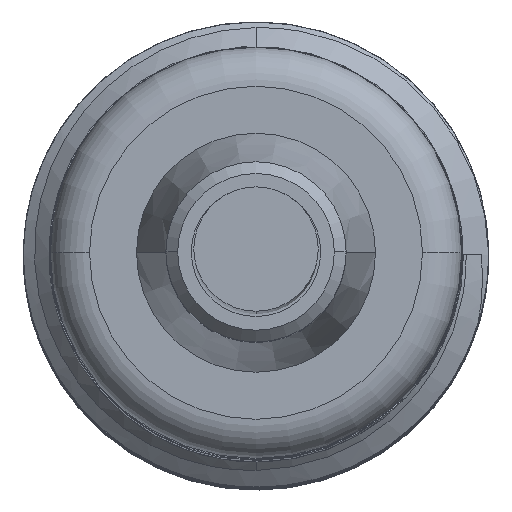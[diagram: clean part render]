
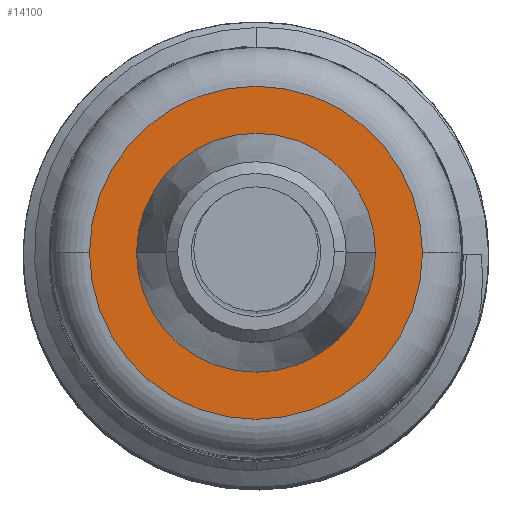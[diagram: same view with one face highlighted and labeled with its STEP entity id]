
A CAD part, top view. The second image highlights one B-rep face of the part: STEP entity #14100.
In plain terms, the highlighted planar face has unit normal (0, 0, 1).
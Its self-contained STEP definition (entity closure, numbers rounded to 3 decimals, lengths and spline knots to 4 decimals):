
#2748=CARTESIAN_POINT('',(0.,0.,67.5));
#2749=DIRECTION('',(0.,0.,1.));
#2750=DIRECTION('',(-1.,0.,0.));
#2751=AXIS2_PLACEMENT_3D('',#2748,#2749,#2750);
#2753=CARTESIAN_POINT('',(0.,0.,67.5));
#2754=DIRECTION('',(0.,0.,1.));
#2755=DIRECTION('',(1.,0.,0.));
#2756=AXIS2_PLACEMENT_3D('',#2753,#2754,#2755);
#2758=CARTESIAN_POINT('',(0.,0.,67.5));
#2759=DIRECTION('',(0.,0.,1.));
#2760=DIRECTION('',(1.,0.,0.));
#2761=AXIS2_PLACEMENT_3D('',#2758,#2759,#2760);
#2763=CARTESIAN_POINT('',(0.,0.,67.5));
#2764=DIRECTION('',(0.,0.,1.));
#2765=DIRECTION('',(-1.,0.,0.));
#2766=AXIS2_PLACEMENT_3D('',#2763,#2764,#2765);
#11316=CARTESIAN_POINT('',(-4.25,0.,67.5));
#11317=CARTESIAN_POINT('',(4.25,0.,67.5));
#11318=VERTEX_POINT('',#11316);
#11319=VERTEX_POINT('',#11317);
#11348=CARTESIAN_POINT('',(3.05,0.,67.5));
#11349=CARTESIAN_POINT('',(-3.05,0.,67.5));
#11350=VERTEX_POINT('',#11348);
#11351=VERTEX_POINT('',#11349);
#14084=CARTESIAN_POINT('',(0.,0.,67.5));
#14085=DIRECTION('',(0.,0.,-1.));
#14086=DIRECTION('',(1.,0.,0.));
#14087=AXIS2_PLACEMENT_3D('',#14084,#14085,#14086);
#14088=PLANE('',#14087);
#14090=ORIENTED_EDGE('',*,*,#14089,.F.);
#14091=ORIENTED_EDGE('',*,*,#14074,.F.);
#14092=EDGE_LOOP('',(#14090,#14091));
#14093=FACE_OUTER_BOUND('',#14092,.F.);
#14095=ORIENTED_EDGE('',*,*,#14094,.T.);
#14097=ORIENTED_EDGE('',*,*,#14096,.T.);
#14098=EDGE_LOOP('',(#14095,#14097));
#14099=FACE_BOUND('',#14098,.F.);
#14100=ADVANCED_FACE('',(#14093,#14099),#14088,.F.);
#2752=CIRCLE('',#2751,4.25);
#2757=CIRCLE('',#2756,4.25);
#2762=CIRCLE('',#2761,3.05);
#2767=CIRCLE('',#2766,3.05);
#14074=EDGE_CURVE('',#11319,#11318,#2757,.T.);
#14089=EDGE_CURVE('',#11318,#11319,#2752,.T.);
#14094=EDGE_CURVE('',#11350,#11351,#2762,.T.);
#14096=EDGE_CURVE('',#11351,#11350,#2767,.T.);
